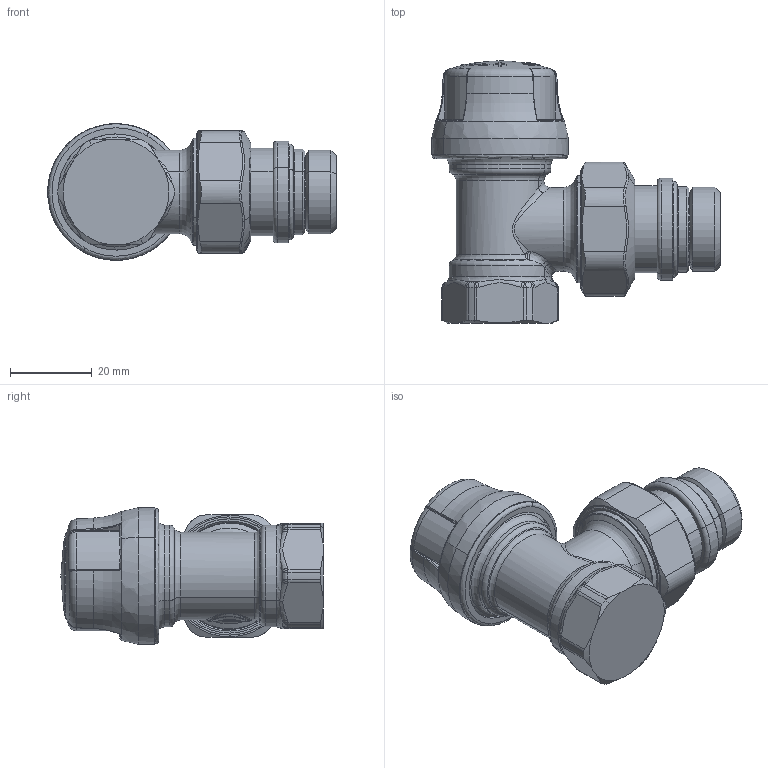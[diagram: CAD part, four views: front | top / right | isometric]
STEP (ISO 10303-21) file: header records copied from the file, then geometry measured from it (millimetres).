
FILE_DESCRIPTION(('CATIA V5 STEP Exchange','CAx-IF Rec.Pracs.--- Model Styling and Organization---1.4--- 2014-01-23','CAx-IF Rec.Pracs.---3D Tessellated Data Validation Properties---0.5---2014-09-14'),'2;1');
FILE_NAME('STEP_230412_-_TST.stp','2020-11-02T09:31:51+00:00',('none'),('none'),'CATIA Version 5-6 Release 2019 SP3','CATIA V5 STEP AP242 v1','none');
FILE_SCHEMA(('AP242_MANAGED_MODEL_BASED_3D_ENGINEERING_MIM_LF {1 0 10303 442 1 1 4}'));
Products named in the file (1): 230412 - TST
Bounding box: 70.75 x 64.3 x 33.5 mm (x, y, z)
Volume: 49354.9 mm3; surface area: 17030.9 mm2
Topology: 2 solids, 4 shells, 1125 faces, 2783 edges, 1636 vertices
Faces by surface type: plane 447, bspline 270, cylinder 213, torus 77, cone 59, sphere 59
Entity records: 43434 total; most frequent: CARTESIAN_POINT 21495, ORIENTED_EDGE 5452, EDGE_CURVE 2726, DIRECTION 2511, VERTEX_POINT 1636, B_SPLINE_CURVE_WITH_KNOTS 1293, EDGE_LOOP 1156, ADVANCED_FACE 1125
